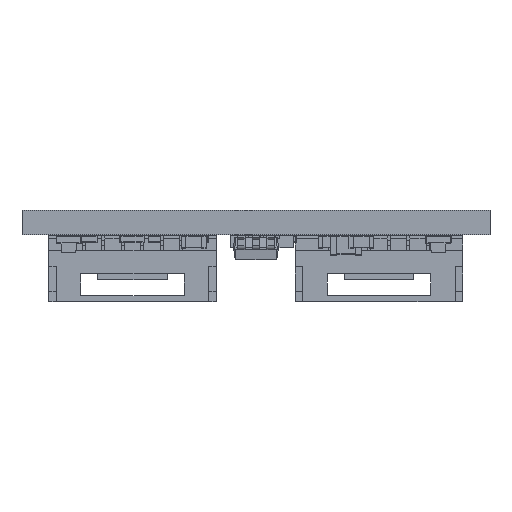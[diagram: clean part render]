
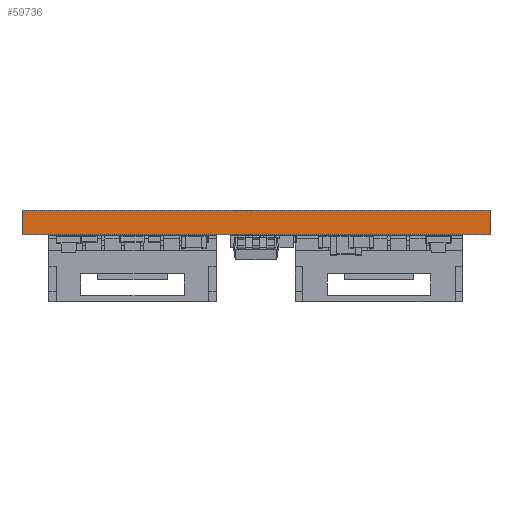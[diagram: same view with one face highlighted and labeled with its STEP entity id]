
A CAD part, left-side view. The second image highlights one B-rep face of the part: STEP entity #59736.
In plain terms, the highlighted planar face has unit normal (-1, 0, 0).
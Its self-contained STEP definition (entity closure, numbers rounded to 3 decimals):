
#54363 = PLANE('',#54364);
#54364 = AXIS2_PLACEMENT_3D('',#54365,#54366,#54367);
#54365 = CARTESIAN_POINT('',(150.594,-100.317,0.));
#54366 = DIRECTION('',(-0.,-0.,-1.));
#54367 = DIRECTION('',(-1.,0.,0.));
#54419 = PLANE('',#54420);
#54420 = AXIS2_PLACEMENT_3D('',#54421,#54422,#54423);
#54421 = CARTESIAN_POINT('',(150.594,-100.317,1.58));
#54422 = DIRECTION('',(-0.,-0.,-1.));
#54423 = DIRECTION('',(-1.,0.,0.));
#54635 = VERTEX_POINT('',#54636);
#54636 = CARTESIAN_POINT('',(135.594,-115.317,0.));
#54650 = PLANE('',#54651);
#54651 = AXIS2_PLACEMENT_3D('',#54652,#54653,#54654);
#54652 = CARTESIAN_POINT('',(165.594,-115.317,0.));
#54653 = DIRECTION('',(0.,-1.,0.));
#54654 = DIRECTION('',(-1.,0.,0.));
#54662 = EDGE_CURVE('',#54635,#54663,#54665,.T.);
#54663 = VERTEX_POINT('',#54664);
#54664 = CARTESIAN_POINT('',(135.594,-85.317,0.));
#54665 = SURFACE_CURVE('',#54666,(#54670,#54677),.PCURVE_S1.);
#54666 = LINE('',#54667,#54668);
#54667 = CARTESIAN_POINT('',(135.594,-115.317,0.));
#54668 = VECTOR('',#54669,1.);
#54669 = DIRECTION('',(0.,1.,0.));
#54670 = PCURVE('',#54363,#54671);
#54671 = DEFINITIONAL_REPRESENTATION('',(#54672),#54676);
#54672 = LINE('',#54673,#54674);
#54673 = CARTESIAN_POINT('',(15.,-15.));
#54674 = VECTOR('',#54675,1.);
#54675 = DIRECTION('',(0.,1.));
#54676 = ( GEOMETRIC_REPRESENTATION_CONTEXT(2) 
PARAMETRIC_REPRESENTATION_CONTEXT() REPRESENTATION_CONTEXT('2D SPACE',''
  ) );
#54677 = PCURVE('',#54678,#54683);
#54678 = PLANE('',#54679);
#54679 = AXIS2_PLACEMENT_3D('',#54680,#54681,#54682);
#54680 = CARTESIAN_POINT('',(135.594,-115.317,0.));
#54681 = DIRECTION('',(-1.,0.,0.));
#54682 = DIRECTION('',(0.,1.,0.));
#54683 = DEFINITIONAL_REPRESENTATION('',(#54684),#54688);
#54684 = LINE('',#54685,#54686);
#54685 = CARTESIAN_POINT('',(0.,0.));
#54686 = VECTOR('',#54687,1.);
#54687 = DIRECTION('',(1.,0.));
#54688 = ( GEOMETRIC_REPRESENTATION_CONTEXT(2) 
PARAMETRIC_REPRESENTATION_CONTEXT() REPRESENTATION_CONTEXT('2D SPACE',''
  ) );
#54706 = PLANE('',#54707);
#54707 = AXIS2_PLACEMENT_3D('',#54708,#54709,#54710);
#54708 = CARTESIAN_POINT('',(135.594,-85.317,0.));
#54709 = DIRECTION('',(0.,1.,0.));
#54710 = DIRECTION('',(1.,0.,0.));
#57400 = VERTEX_POINT('',#57401);
#57401 = CARTESIAN_POINT('',(135.594,-115.317,1.58));
#57422 = EDGE_CURVE('',#57400,#57423,#57425,.T.);
#57423 = VERTEX_POINT('',#57424);
#57424 = CARTESIAN_POINT('',(135.594,-85.317,1.58));
#57425 = SURFACE_CURVE('',#57426,(#57430,#57437),.PCURVE_S1.);
#57426 = LINE('',#57427,#57428);
#57427 = CARTESIAN_POINT('',(135.594,-115.317,1.58));
#57428 = VECTOR('',#57429,1.);
#57429 = DIRECTION('',(0.,1.,0.));
#57430 = PCURVE('',#54419,#57431);
#57431 = DEFINITIONAL_REPRESENTATION('',(#57432),#57436);
#57432 = LINE('',#57433,#57434);
#57433 = CARTESIAN_POINT('',(15.,-15.));
#57434 = VECTOR('',#57435,1.);
#57435 = DIRECTION('',(0.,1.));
#57436 = ( GEOMETRIC_REPRESENTATION_CONTEXT(2) 
PARAMETRIC_REPRESENTATION_CONTEXT() REPRESENTATION_CONTEXT('2D SPACE',''
  ) );
#57437 = PCURVE('',#54678,#57438);
#57438 = DEFINITIONAL_REPRESENTATION('',(#57439),#57443);
#57439 = LINE('',#57440,#57441);
#57440 = CARTESIAN_POINT('',(0.,-1.58));
#57441 = VECTOR('',#57442,1.);
#57442 = DIRECTION('',(1.,0.));
#57443 = ( GEOMETRIC_REPRESENTATION_CONTEXT(2) 
PARAMETRIC_REPRESENTATION_CONTEXT() REPRESENTATION_CONTEXT('2D SPACE',''
  ) );
#59714 = EDGE_CURVE('',#54663,#57423,#59715,.T.);
#59715 = SURFACE_CURVE('',#59716,(#59720,#59727),.PCURVE_S1.);
#59716 = LINE('',#59717,#59718);
#59717 = CARTESIAN_POINT('',(135.594,-85.317,0.));
#59718 = VECTOR('',#59719,1.);
#59719 = DIRECTION('',(0.,0.,1.));
#59720 = PCURVE('',#54706,#59721);
#59721 = DEFINITIONAL_REPRESENTATION('',(#59722),#59726);
#59722 = LINE('',#59723,#59724);
#59723 = CARTESIAN_POINT('',(0.,0.));
#59724 = VECTOR('',#59725,1.);
#59725 = DIRECTION('',(0.,-1.));
#59726 = ( GEOMETRIC_REPRESENTATION_CONTEXT(2) 
PARAMETRIC_REPRESENTATION_CONTEXT() REPRESENTATION_CONTEXT('2D SPACE',''
  ) );
#59727 = PCURVE('',#54678,#59728);
#59728 = DEFINITIONAL_REPRESENTATION('',(#59729),#59733);
#59729 = LINE('',#59730,#59731);
#59730 = CARTESIAN_POINT('',(30.,0.));
#59731 = VECTOR('',#59732,1.);
#59732 = DIRECTION('',(0.,-1.));
#59733 = ( GEOMETRIC_REPRESENTATION_CONTEXT(2) 
PARAMETRIC_REPRESENTATION_CONTEXT() REPRESENTATION_CONTEXT('2D SPACE',''
  ) );
#59736 = ADVANCED_FACE('',(#59737),#54678,.T.);
#59737 = FACE_BOUND('',#59738,.T.);
#59738 = EDGE_LOOP('',(#59739,#59760,#59761,#59762));
#59739 = ORIENTED_EDGE('',*,*,#59740,.T.);
#59740 = EDGE_CURVE('',#54635,#57400,#59741,.T.);
#59741 = SURFACE_CURVE('',#59742,(#59746,#59753),.PCURVE_S1.);
#59742 = LINE('',#59743,#59744);
#59743 = CARTESIAN_POINT('',(135.594,-115.317,0.));
#59744 = VECTOR('',#59745,1.);
#59745 = DIRECTION('',(0.,0.,1.));
#59746 = PCURVE('',#54678,#59747);
#59747 = DEFINITIONAL_REPRESENTATION('',(#59748),#59752);
#59748 = LINE('',#59749,#59750);
#59749 = CARTESIAN_POINT('',(0.,0.));
#59750 = VECTOR('',#59751,1.);
#59751 = DIRECTION('',(0.,-1.));
#59752 = ( GEOMETRIC_REPRESENTATION_CONTEXT(2) 
PARAMETRIC_REPRESENTATION_CONTEXT() REPRESENTATION_CONTEXT('2D SPACE',''
  ) );
#59753 = PCURVE('',#54650,#59754);
#59754 = DEFINITIONAL_REPRESENTATION('',(#59755),#59759);
#59755 = LINE('',#59756,#59757);
#59756 = CARTESIAN_POINT('',(30.,0.));
#59757 = VECTOR('',#59758,1.);
#59758 = DIRECTION('',(0.,-1.));
#59759 = ( GEOMETRIC_REPRESENTATION_CONTEXT(2) 
PARAMETRIC_REPRESENTATION_CONTEXT() REPRESENTATION_CONTEXT('2D SPACE',''
  ) );
#59760 = ORIENTED_EDGE('',*,*,#57422,.T.);
#59761 = ORIENTED_EDGE('',*,*,#59714,.F.);
#59762 = ORIENTED_EDGE('',*,*,#54662,.F.);
